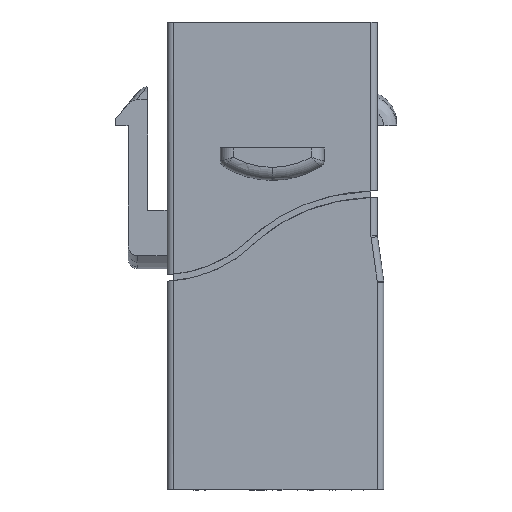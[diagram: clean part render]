
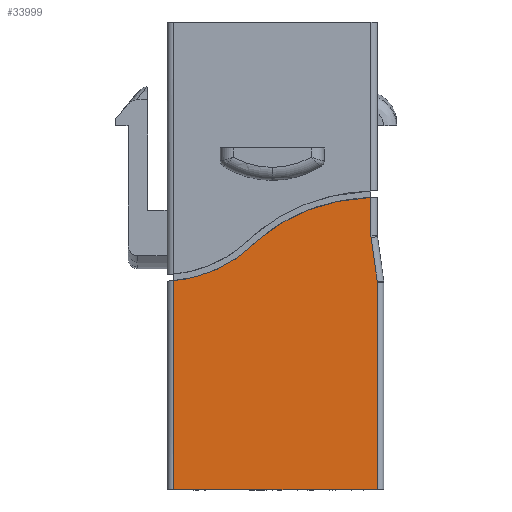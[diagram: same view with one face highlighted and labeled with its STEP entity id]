
A CAD part, left-side view. The second image highlights one B-rep face of the part: STEP entity #33999.
In plain terms, the highlighted planar face has unit normal (-1, 0, 0).
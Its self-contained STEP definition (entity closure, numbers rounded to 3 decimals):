
#4305 = B_SPLINE_CURVE_WITH_KNOTS ( 'NONE', 3,
 ( #7239, #7241, #7248, #7249, #7250, #7251, #7252, #7253, #7254, #7255, #7256, #7257, #7258, #7259, #7260, #7261 ),
 .UNSPECIFIED., .F., .F.,
 ( 4, 1, 1, 1, 1, 1, 1, 1, 1, 1, 1, 1, 1, 4 ),
 ( 0.027, 0.063, 0.125, 0.25, 0.375, 0.5, 0.563, 0.594, 0.625, 0.688, 0.75, 0.875, 0.938, 0.975 ),
 .UNSPECIFIED. ) ;
#7239 = CARTESIAN_POINT ( 'NONE',  ( -7.3, -7.35, 4.51 ) ) ;
#7241 = CARTESIAN_POINT ( 'NONE',  ( -7.3, -7.125, 4.5 ) ) ;
#7248 = CARTESIAN_POINT ( 'NONE',  ( -7.3, -6.508, 4.462 ) ) ;
#7249 = CARTESIAN_POINT ( 'NONE',  ( -7.3, -5.164, 4.306 ) ) ;
#7250 = CARTESIAN_POINT ( 'NONE',  ( -7.3, -3.383, 3.901 ) ) ;
#7251 = CARTESIAN_POINT ( 'NONE',  ( -7.3, -1.419, 3.118 ) ) ;
#7252 = CARTESIAN_POINT ( 'NONE',  ( -7.3, 0.078, 2.221 ) ) ;
#7253 = CARTESIAN_POINT ( 'NONE',  ( -7.3, 1.063, 1.456 ) ) ;
#7254 = CARTESIAN_POINT ( 'NONE',  ( -7.3, 1.596, 0.99 ) ) ;
#7255 = CARTESIAN_POINT ( 'NONE',  ( -7.3, 2.153, 0.463 ) ) ;
#7256 = CARTESIAN_POINT ( 'NONE',  ( -7.3, 2.918, -0.136 ) ) ;
#7257 = CARTESIAN_POINT ( 'NONE',  ( -7.3, 4.204, -0.934 ) ) ;
#7258 = CARTESIAN_POINT ( 'NONE',  ( -7.3, 5.614, -1.499 ) ) ;
#7259 = CARTESIAN_POINT ( 'NONE',  ( -7.3, 6.973, -1.793 ) ) ;
#7260 = CARTESIAN_POINT ( 'NONE',  ( -7.3, 7.609, -1.874 ) ) ;
#7261 = CARTESIAN_POINT ( 'NONE',  ( -7.3, 7.85, -1.897 ) ) ;
#7427 = CARTESIAN_POINT ( 'NONE',  ( -7.3, -7.35, 18.025 ) ) ;
#7428 = DIRECTION ( 'NONE',  ( 0., 0., 1. ) ) ;
#7429 = CARTESIAN_POINT ( 'NONE',  ( -7.3, 7.85, 18.025 ) ) ;
#7430 = DIRECTION ( 'NONE',  ( 0., 0., -1. ) ) ;
#7431 = CARTESIAN_POINT ( 'NONE',  ( -7.3, -8.35, -18.025 ) ) ;
#7432 = DIRECTION ( 'NONE',  ( 0., -1., 0. ) ) ;
#7433 = CARTESIAN_POINT ( 'NONE',  ( -7.3, -7.85, 18.025 ) ) ;
#7434 = DIRECTION ( 'NONE',  ( 0., 0., 1. ) ) ;
#7435 = CARTESIAN_POINT ( 'NONE',  ( -7.3, -5.055, 17.554 ) ) ;
#7436 = DIRECTION ( 'NONE',  ( 0., 0.141, 0.99 ) ) ;
#7437 = CARTESIAN_POINT ( 'NONE',  ( -7.3, -8.35, 1.561 ) ) ;
#7438 = DIRECTION ( 'NONE',  ( -1., 0., 0. ) ) ;
#7439 = DIRECTION ( 'NONE',  ( 0., 0., -1. ) ) ;
#8384 = LINE ( 'NONE', #7427, #8387 ) ;
#8386 = LINE ( 'NONE', #7429, #8389 ) ;
#8387 = VECTOR ( 'NONE', #7428, 1000. ) ;
#8388 = LINE ( 'NONE', #7431, #8391 ) ;
#8389 = VECTOR ( 'NONE', #7430, 1000. ) ;
#8390 = LINE ( 'NONE', #7433, #8393 ) ;
#8391 = VECTOR ( 'NONE', #7432, 1000. ) ;
#8392 = LINE ( 'NONE', #7435, #8395 ) ;
#8393 = VECTOR ( 'NONE', #7434, 1000. ) ;
#8394 = CIRCLE ( 'NONE', #45275, 1. ) ;
#8395 = VECTOR ( 'NONE', #7436, 1000. ) ;
#15810 = CARTESIAN_POINT ( 'NONE',  ( -7.3, -7.35, 4.51 ) ) ;
#15819 = CARTESIAN_POINT ( 'NONE',  ( -7.3, 7.85, -1.897 ) ) ;
#15893 = CARTESIAN_POINT ( 'NONE',  ( -7.3, -7.35, 1.561 ) ) ;
#15897 = CARTESIAN_POINT ( 'NONE',  ( -7.3, 7.85, -18.025 ) ) ;
#15899 = CARTESIAN_POINT ( 'NONE',  ( -7.3, -7.85, -18.025 ) ) ;
#15900 = CARTESIAN_POINT ( 'NONE',  ( -7.3, -7.85, -2.011 ) ) ;
#15901 = CARTESIAN_POINT ( 'NONE',  ( -7.3, -7.36, 1.419 ) ) ;
#28640 = EDGE_LOOP ( 'NONE', ( #43356, #43311, #43366, #43267, #43330, #43243, #43225 ) ) ;
#31345 = AXIS2_PLACEMENT_3D ( 'NONE', #38951, #38975, #38977 ) ;
#33189 = EDGE_CURVE ( 'NONE', #38161, #38181, #4305, .T. ) ;
#33272 = EDGE_CURVE ( 'NONE', #38337, #38161, #8384, .T. ) ;
#33273 = EDGE_CURVE ( 'NONE', #38181, #38345, #8386, .T. ) ;
#33274 = EDGE_CURVE ( 'NONE', #38345, #38350, #8388, .T. ) ;
#33275 = EDGE_CURVE ( 'NONE', #38350, #38352, #8390, .T. ) ;
#33276 = EDGE_CURVE ( 'NONE', #38352, #38353, #8392, .T. ) ;
#33277 = EDGE_CURVE ( 'NONE', #38337, #38353, #8394, .T. ) ;
#33999 = ADVANCED_FACE ( 'NONE', ( #34320 ), #38949, .F. ) ;
#34320 = FACE_OUTER_BOUND ( 'NONE', #28640, .T. ) ;
#38161 = VERTEX_POINT ( 'NONE', #15810 ) ;
#38181 = VERTEX_POINT ( 'NONE', #15819 ) ;
#38337 = VERTEX_POINT ( 'NONE', #15893 ) ;
#38345 = VERTEX_POINT ( 'NONE', #15897 ) ;
#38350 = VERTEX_POINT ( 'NONE', #15899 ) ;
#38352 = VERTEX_POINT ( 'NONE', #15900 ) ;
#38353 = VERTEX_POINT ( 'NONE', #15901 ) ;
#38949 = PLANE ( 'NONE',  #31345 ) ;
#38951 = CARTESIAN_POINT ( 'NONE',  ( -7.3, -8.35, 18.025 ) ) ;
#38975 = DIRECTION ( 'NONE',  ( 1., 0., 0. ) ) ;
#38977 = DIRECTION ( 'NONE',  ( 0., 0., -1. ) ) ;
#43225 = ORIENTED_EDGE ( 'NONE', *, *, #33277, .F. ) ;
#43243 = ORIENTED_EDGE ( 'NONE', *, *, #33276, .T. ) ;
#43267 = ORIENTED_EDGE ( 'NONE', *, *, #33274, .T. ) ;
#43311 = ORIENTED_EDGE ( 'NONE', *, *, #33189, .T. ) ;
#43330 = ORIENTED_EDGE ( 'NONE', *, *, #33275, .T. ) ;
#43356 = ORIENTED_EDGE ( 'NONE', *, *, #33272, .T. ) ;
#43366 = ORIENTED_EDGE ( 'NONE', *, *, #33273, .T. ) ;
#45275 = AXIS2_PLACEMENT_3D ( 'NONE', #7437, #7438, #7439 ) ;
